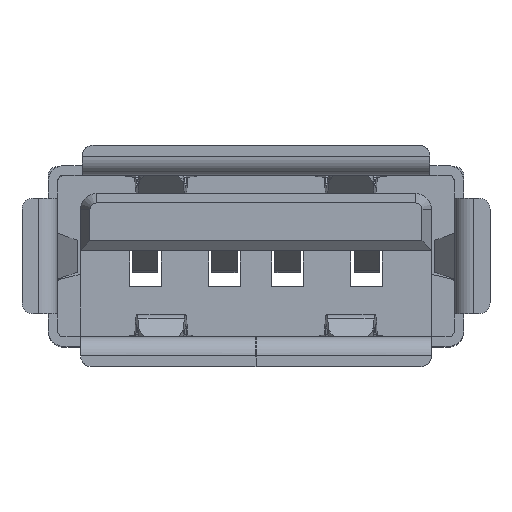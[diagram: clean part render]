
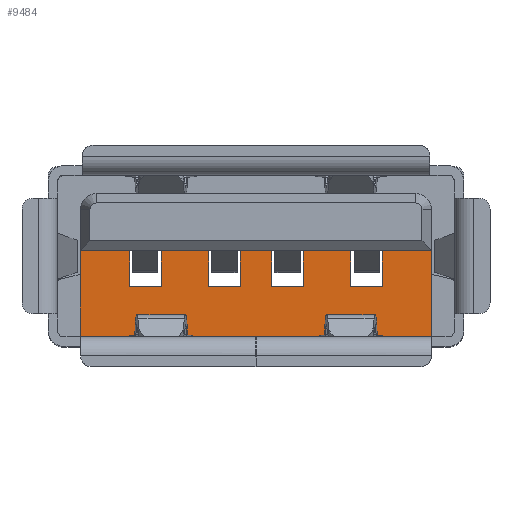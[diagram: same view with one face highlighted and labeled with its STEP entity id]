
A CAD part, top view. The second image highlights one B-rep face of the part: STEP entity #9484.
In plain terms, the highlighted planar face has unit normal (0, 0, 1).
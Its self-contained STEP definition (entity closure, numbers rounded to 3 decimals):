
#1859=DIRECTION('',(0.,1.,0.));
#1860=VECTOR('',#1859,2.73);
#1861=CARTESIAN_POINT('',(5.549,-2.55,5.119));
#1862=LINE('',#1861,#1860);
#1863=DIRECTION('',(1.,0.,0.));
#1864=VECTOR('',#1863,11.1);
#1865=CARTESIAN_POINT('',(-5.551,-2.55,
5.119));
#1866=LINE('',#1865,#1864);
#1867=DIRECTION('',(0.,-1.,0.));
#1868=VECTOR('',#1867,1.13);
#1869=CARTESIAN_POINT('',(3.,0.18,5.119));
#1870=LINE('',#1869,#1868);
#1875=DIRECTION('',(-1.,0.,0.));
#1876=VECTOR('',#1875,1.5);
#1877=CARTESIAN_POINT('',(3.,0.18,5.119));
#1878=LINE('',#1877,#1876);
#1879=DIRECTION('',(-1.,0.,0.));
#1880=VECTOR('',#1879,1.);
#1881=CARTESIAN_POINT('',(0.5,0.18,
5.119));
#1882=LINE('',#1881,#1880);
#1883=DIRECTION('',(-1.,0.,0.));
#1884=VECTOR('',#1883,1.5);
#1885=CARTESIAN_POINT('',(-1.5,0.18,5.119));
#1886=LINE('',#1885,#1884);
#1887=DIRECTION('',(-1.,0.,0.));
#1888=VECTOR('',#1887,1.551);
#1889=CARTESIAN_POINT('',(-4.,0.18,5.119));
#1890=LINE('',#1889,#1888);
#1895=DIRECTION('',(-1.,0.,0.));
#1896=VECTOR('',#1895,1.549);
#1897=CARTESIAN_POINT('',(5.549,0.18,5.119));
#1898=LINE('',#1897,#1896);
#1907=DIRECTION('',(0.,-1.,0.));
#1908=VECTOR('',#1907,1.13);
#1909=CARTESIAN_POINT('',(1.5,0.18,5.119));
#1910=LINE('',#1909,#1908);
#1919=DIRECTION('',(1.,0.,0.));
#1920=VECTOR('',#1919,1.);
#1921=CARTESIAN_POINT('',(0.5,-0.95,5.119));
#1922=LINE('',#1921,#1920);
#1923=DIRECTION('',(1.,0.,0.));
#1924=VECTOR('',#1923,1.);
#1925=CARTESIAN_POINT('',(-1.5,-0.95,5.119));
#1926=LINE('',#1925,#1924);
#1927=DIRECTION('',(1.,0.,0.));
#1928=VECTOR('',#1927,1.);
#1929=CARTESIAN_POINT('',(-4.,-0.95,5.119));
#1930=LINE('',#1929,#1928);
#1931=DIRECTION('',(1.,0.,0.));
#1932=VECTOR('',#1931,1.);
#1933=CARTESIAN_POINT('',(3.,-0.95,5.119));
#1934=LINE('',#1933,#1932);
#2446=DIRECTION('',(0.,-1.,0.));
#2447=VECTOR('',#2446,1.13);
#2448=CARTESIAN_POINT('',(-4.,0.18,5.119));
#2449=LINE('',#2448,#2447);
#2466=DIRECTION('',(0.,-1.,0.));
#2467=VECTOR('',#2466,1.13);
#2468=CARTESIAN_POINT('',(-3.,0.18,5.119));
#2469=LINE('',#2468,#2467);
#2570=DIRECTION('',(0.,-1.,0.));
#2571=VECTOR('',#2570,1.13);
#2572=CARTESIAN_POINT('',(-1.5,0.18,5.119));
#2573=LINE('',#2572,#2571);
#2598=DIRECTION('',(0.,-1.,0.));
#2599=VECTOR('',#2598,1.13);
#2600=CARTESIAN_POINT('',(-0.5,0.18,
5.119));
#2601=LINE('',#2600,#2599);
#2694=DIRECTION('',(0.,-1.,0.));
#2695=VECTOR('',#2694,1.13);
#2696=CARTESIAN_POINT('',(0.5,0.18,
5.119));
#2697=LINE('',#2696,#2695);
#2882=DIRECTION('',(0.,-1.,0.));
#2883=VECTOR('',#2882,1.13);
#2884=CARTESIAN_POINT('',(4.,0.18,5.119));
#2885=LINE('',#2884,#2883);
#2918=DIRECTION('',(0.,-1.,0.));
#2919=VECTOR('',#2918,2.73);
#2920=CARTESIAN_POINT('',(-5.551,0.18,
5.119));
#2921=LINE('',#2920,#2919);
#6211=CARTESIAN_POINT('',(5.549,-2.55,5.119));
#6212=VERTEX_POINT('',#6211);
#6213=CARTESIAN_POINT('',(-5.551,-2.55,
5.119));
#6214=VERTEX_POINT('',#6213);
#6805=CARTESIAN_POINT('',(5.549,0.18,5.119));
#6806=VERTEX_POINT('',#6805);
#6811=CARTESIAN_POINT('',(3.,0.18,5.119));
#6812=CARTESIAN_POINT('',(3.,-0.95,5.119));
#6813=VERTEX_POINT('',#6811);
#6814=VERTEX_POINT('',#6812);
#6815=CARTESIAN_POINT('',(4.,-0.95,5.119));
#6816=VERTEX_POINT('',#6815);
#6817=CARTESIAN_POINT('',(4.,0.18,5.119));
#6818=VERTEX_POINT('',#6817);
#6819=CARTESIAN_POINT('',(-5.551,0.18,
5.119));
#6820=VERTEX_POINT('',#6819);
#6821=CARTESIAN_POINT('',(-4.,0.18,5.119));
#6822=VERTEX_POINT('',#6821);
#6823=CARTESIAN_POINT('',(-4.,-0.95,5.119));
#6824=VERTEX_POINT('',#6823);
#6825=CARTESIAN_POINT('',(-3.,-0.95,5.119));
#6826=VERTEX_POINT('',#6825);
#6827=CARTESIAN_POINT('',(-3.,0.18,5.119));
#6828=VERTEX_POINT('',#6827);
#6829=CARTESIAN_POINT('',(-1.5,0.18,5.119));
#6830=VERTEX_POINT('',#6829);
#6831=CARTESIAN_POINT('',(-1.5,-0.95,5.119));
#6832=VERTEX_POINT('',#6831);
#6833=CARTESIAN_POINT('',(-0.5,-0.95,5.119));
#6834=VERTEX_POINT('',#6833);
#6835=CARTESIAN_POINT('',(-0.5,0.18,
5.119));
#6836=VERTEX_POINT('',#6835);
#6837=CARTESIAN_POINT('',(0.5,0.18,
5.119));
#6838=VERTEX_POINT('',#6837);
#6839=CARTESIAN_POINT('',(0.5,-0.95,5.119));
#6840=VERTEX_POINT('',#6839);
#6841=CARTESIAN_POINT('',(1.5,-0.95,5.119));
#6842=VERTEX_POINT('',#6841);
#6843=CARTESIAN_POINT('',(1.5,0.18,5.119));
#6844=VERTEX_POINT('',#6843);
#9439=CARTESIAN_POINT('',(-0.001,-1.185,
5.119));
#9440=DIRECTION('',(0.,0.,1.));
#9441=DIRECTION('',(0.,1.,0.));
#9442=AXIS2_PLACEMENT_3D('',#9439,#9440,#9441);
#9443=PLANE('',#9442);
#9445=ORIENTED_EDGE('',*,*,#9444,.T.);
#9447=ORIENTED_EDGE('',*,*,#9446,.T.);
#9449=ORIENTED_EDGE('',*,*,#9448,.F.);
#9451=ORIENTED_EDGE('',*,*,#9450,.F.);
#9452=ORIENTED_EDGE('',*,*,#9424,.F.);
#9453=ORIENTED_EDGE('',*,*,#8230,.F.);
#9455=ORIENTED_EDGE('',*,*,#9454,.F.);
#9457=ORIENTED_EDGE('',*,*,#9456,.F.);
#9459=ORIENTED_EDGE('',*,*,#9458,.T.);
#9461=ORIENTED_EDGE('',*,*,#9460,.T.);
#9463=ORIENTED_EDGE('',*,*,#9462,.F.);
#9465=ORIENTED_EDGE('',*,*,#9464,.F.);
#9467=ORIENTED_EDGE('',*,*,#9466,.T.);
#9469=ORIENTED_EDGE('',*,*,#9468,.T.);
#9471=ORIENTED_EDGE('',*,*,#9470,.F.);
#9473=ORIENTED_EDGE('',*,*,#9472,.F.);
#9475=ORIENTED_EDGE('',*,*,#9474,.T.);
#9477=ORIENTED_EDGE('',*,*,#9476,.T.);
#9479=ORIENTED_EDGE('',*,*,#9478,.F.);
#9481=ORIENTED_EDGE('',*,*,#9480,.F.);
#9482=EDGE_LOOP('',(#9445,#9447,#9449,#9451,#9452,#9453,#9455,#9457,#9459,#9461,
#9463,#9465,#9467,#9469,#9471,#9473,#9475,#9477,#9479,#9481));
#9483=FACE_OUTER_BOUND('',#9482,.F.);
#8230=EDGE_CURVE('',#6214,#6212,#1866,.T.);
#9424=EDGE_CURVE('',#6212,#6806,#1862,.T.);
#9444=EDGE_CURVE('',#6813,#6814,#1870,.T.);
#9446=EDGE_CURVE('',#6814,#6816,#1934,.T.);
#9448=EDGE_CURVE('',#6818,#6816,#2885,.T.);
#9450=EDGE_CURVE('',#6806,#6818,#1898,.T.);
#9454=EDGE_CURVE('',#6820,#6214,#2921,.T.);
#9456=EDGE_CURVE('',#6822,#6820,#1890,.T.);
#9458=EDGE_CURVE('',#6822,#6824,#2449,.T.);
#9460=EDGE_CURVE('',#6824,#6826,#1930,.T.);
#9462=EDGE_CURVE('',#6828,#6826,#2469,.T.);
#9464=EDGE_CURVE('',#6830,#6828,#1886,.T.);
#9466=EDGE_CURVE('',#6830,#6832,#2573,.T.);
#9468=EDGE_CURVE('',#6832,#6834,#1926,.T.);
#9470=EDGE_CURVE('',#6836,#6834,#2601,.T.);
#9472=EDGE_CURVE('',#6838,#6836,#1882,.T.);
#9474=EDGE_CURVE('',#6838,#6840,#2697,.T.);
#9476=EDGE_CURVE('',#6840,#6842,#1922,.T.);
#9478=EDGE_CURVE('',#6844,#6842,#1910,.T.);
#9480=EDGE_CURVE('',#6813,#6844,#1878,.T.);
#9484=ADVANCED_FACE('',(#9483),#9443,.T.);
